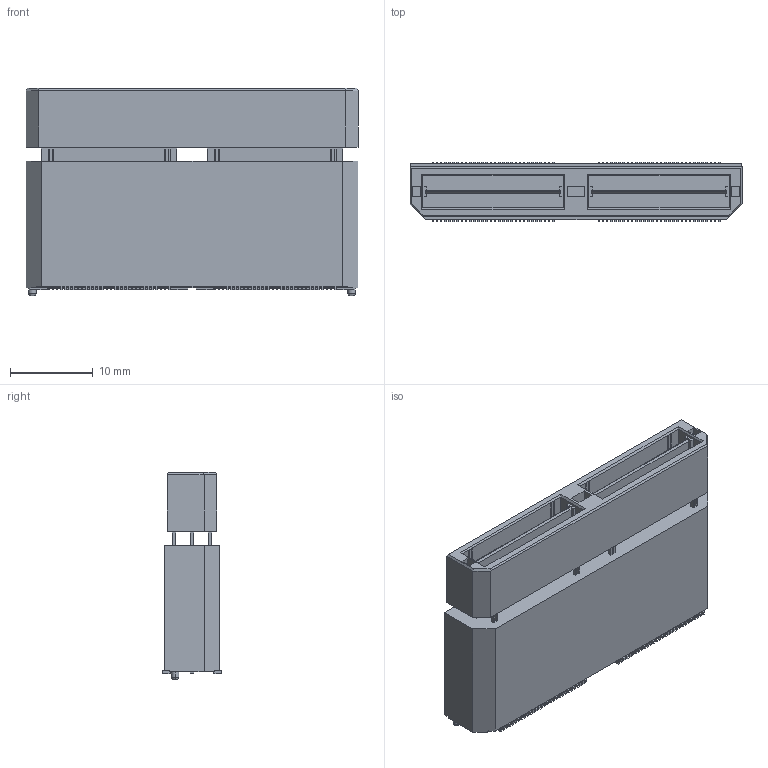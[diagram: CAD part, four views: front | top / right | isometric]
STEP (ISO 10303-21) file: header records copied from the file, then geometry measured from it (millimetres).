
FILE_DESCRIPTION((''),'2;1');
FILE_NAME('SAMTEC_QTH-060-07-L-D-A.stp','2016-07-26T18:39:48',(''),(''),'Mechanical Desktop 2011','Mechanical Desktop 2011',', , ');
FILE_SCHEMA(('AUTOMOTIVE_DESIGN { 1 2 10303 214 1 1 1 1 }'));
Length unit declared in the file: millimetre
Products named in the file (1): Product
Bounding box: 40.01 x 7.14 x 24.97 mm (x, y, z)
Volume: 5407.7 mm3; surface area: 3895.2 mm2
Topology: 166 solids, 166 shells, 1084 faces, 2232 edges, 1482 vertices
Faces by surface type: plane 1076, bspline 4, cylinder 4
Entity records: 28014 total; most frequent: CARTESIAN_POINT 4975, ORIENTED_EDGE 4464, DIRECTION 4410, EDGE_CURVE 2232, VECTOR 2216, LINE 2216, VERTEX_POINT 1482, AXIS2_PLACEMENT_3D 1097
